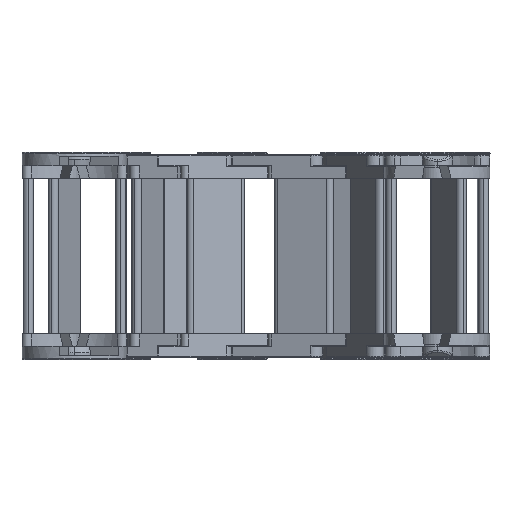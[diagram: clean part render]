
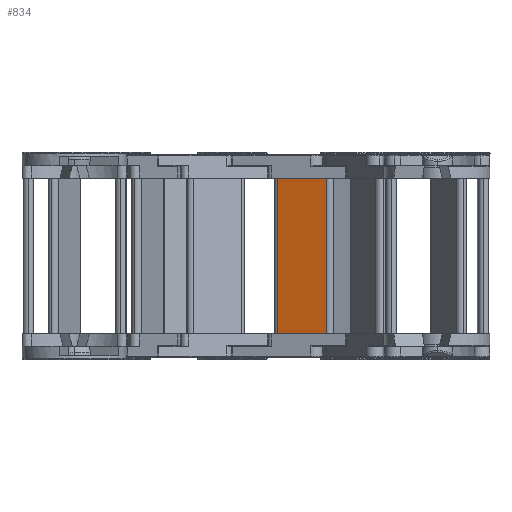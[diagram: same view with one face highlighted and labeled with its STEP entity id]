
A CAD part, left-side view. The second image highlights one B-rep face of the part: STEP entity #834.
In plain terms, the highlighted face is planar.
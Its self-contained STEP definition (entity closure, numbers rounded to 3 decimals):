
#165 = DIRECTION ( 'NONE',  ( 1., 0., 0. ) ) ;
#262 = LINE ( 'NONE', #3471, #4767 ) ;
#462 = VERTEX_POINT ( 'NONE', #1850 ) ;
#579 = CARTESIAN_POINT ( 'NONE',  ( -6.7, 9.9, -17.1 ) ) ;
#647 = CARTESIAN_POINT ( 'NONE',  ( 3.3, 9.9, -17.1 ) ) ;
#834 = ADVANCED_FACE ( 'NONE', ( #2343 ), #3169, .F. ) ;
#982 = CARTESIAN_POINT ( 'NONE',  ( -6.7, 9.9, 12.9 ) ) ;
#1199 = DIRECTION ( 'NONE',  ( 0., 0., 1. ) ) ;
#1534 = LINE ( 'NONE', #3748, #5141 ) ;
#1546 = ORIENTED_EDGE ( 'NONE', *, *, #2144, .T. ) ;
#1816 = AXIS2_PLACEMENT_3D ( 'NONE', #3657, #2346, #4869 ) ;
#1850 = CARTESIAN_POINT ( 'NONE',  ( 3.3, 9.9, 12.9 ) ) ;
#2144 = EDGE_CURVE ( 'NONE', #3567, #462, #3417, .T. ) ;
#2343 = FACE_OUTER_BOUND ( 'NONE', #3020, .T. ) ;
#2346 = DIRECTION ( 'NONE',  ( 0., -1., 0. ) ) ;
#2503 = EDGE_CURVE ( 'NONE', #462, #2629, #262, .T. ) ;
#2629 = VERTEX_POINT ( 'NONE', #647 ) ;
#2633 = DIRECTION ( 'NONE',  ( 1., 0., 0. ) ) ;
#2689 = ORIENTED_EDGE ( 'NONE', *, *, #2503, .T. ) ;
#2908 = EDGE_CURVE ( 'NONE', #3932, #2629, #4550, .T. ) ;
#3020 = EDGE_LOOP ( 'NONE', ( #2689, #5250, #3294, #1546 ) ) ;
#3035 = CARTESIAN_POINT ( 'NONE',  ( -7.7, 9.9, -17.1 ) ) ;
#3169 = PLANE ( 'NONE',  #1816 ) ;
#3281 = VECTOR ( 'NONE', #165, 1000. ) ;
#3294 = ORIENTED_EDGE ( 'NONE', *, *, #3811, .T. ) ;
#3417 = LINE ( 'NONE', #4819, #3281 ) ;
#3471 = CARTESIAN_POINT ( 'NONE',  ( 3.3, 9.9, -2.1 ) ) ;
#3567 = VERTEX_POINT ( 'NONE', #982 ) ;
#3657 = CARTESIAN_POINT ( 'NONE',  ( -7.7, 9.9, 12.9 ) ) ;
#3748 = CARTESIAN_POINT ( 'NONE',  ( -6.7, 9.9, 12.9 ) ) ;
#3811 = EDGE_CURVE ( 'NONE', #3932, #3567, #1534, .T. ) ;
#3932 = VERTEX_POINT ( 'NONE', #579 ) ;
#4550 = LINE ( 'NONE', #3035, #5335 ) ;
#4759 = DIRECTION ( 'NONE',  ( 0., 0., -1. ) ) ;
#4767 = VECTOR ( 'NONE', #4759, 1000. ) ;
#4819 = CARTESIAN_POINT ( 'NONE',  ( -7.7, 9.9, 12.9 ) ) ;
#4869 = DIRECTION ( 'NONE',  ( -1., 0., 0. ) ) ;
#5141 = VECTOR ( 'NONE', #1199, 1000. ) ;
#5250 = ORIENTED_EDGE ( 'NONE', *, *, #2908, .F. ) ;
#5335 = VECTOR ( 'NONE', #2633, 1000. ) ;
